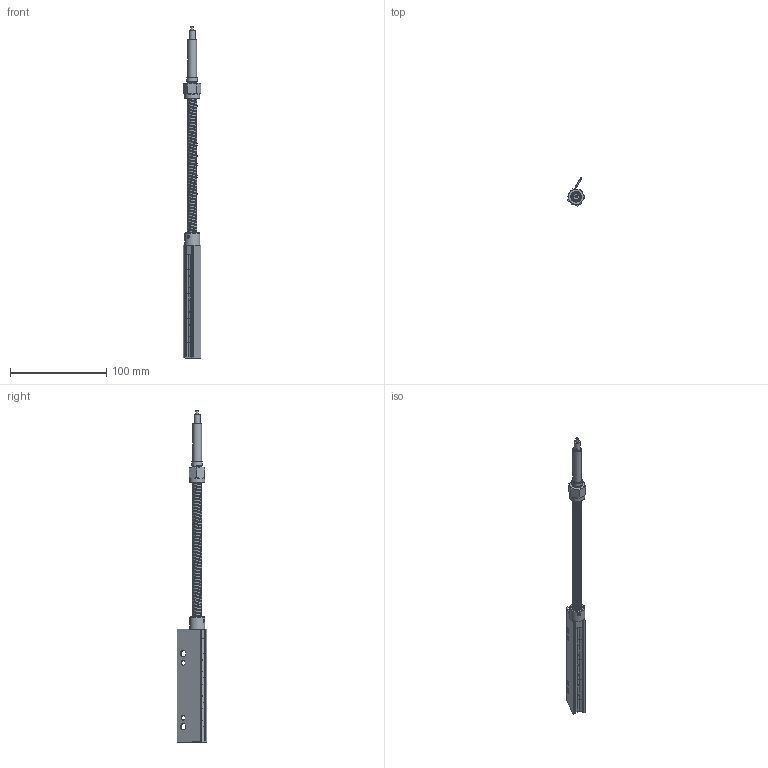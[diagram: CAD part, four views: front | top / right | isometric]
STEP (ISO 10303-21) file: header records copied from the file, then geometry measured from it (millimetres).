
FILE_DESCRIPTION(/* description */ (''),/* implementation_level */ '2;1');
FILE_NAME(/* name */ '8003-DIM.stp',/* time_stamp */ '2017-03-22T10:34:40-04:00',/* author */ ('ryan longshore'),/* organization */ (''),/* preprocessor_version */ 'ST-DEVELOPER v16.5',/* originating_system */ 'Autodesk Inventor 2017',/* authorisation */ '');
FILE_SCHEMA (('AUTOMOTIVE_DESIGN { 1 0 10303 214 3 1 1 }'));
Length unit declared in the file: inch
Products named in the file (17): 8003-DIM; 901825; 901574; 901437; 901592; 901565; 901515; 901587; 901724-DIM; 901576-DIM; 901576 without spring-DIM; 901577; 901806-DIM; 901625; Unbrako - No.  6 x 0.19; 901770; Unbrako - No.  8 x 0.19
Assembly tree (18 placements, depth 3):
  8003-DIM
    901825
    901574
    901437
    901592
    901565
    901515
    901587
    901724-DIM
    901576-DIM  x3
      901576 without spring-DIM
      901577
    901806-DIM
    901625
      Unbrako - No.  6 x 0.19
    901770
      Unbrako - No.  8 x 0.19
Bounding box: 18.12 x 30.58 x 345.53 mm (x, y, z)
Volume: 26978.6 mm3; surface area: 42778.3 mm2
Topology: 17 solids, 17 shells, 272 faces, 618 edges, 395 vertices
Faces by surface type: plane 131, cylinder 86, cone 45, bspline 6, torus 4
Full cylindrical faces by diameter (mm): 0.508 x1, 0.635 x6, 1.984 x2, 2.54 x1, 2.667 x3, 2.845 x1, 3.454 x1, 3.485 x1, 3.505 x1, 3.937 x3, 4.166 x1, 4.978 x1, 5.055 x1, 5.159 x2, 5.715 x7, 6.35 x1, 6.604 x1, 6.731 x1, 6.747 x2, 8.128 x2, 9.144 x1, 9.423 x1, 9.525 x3, 10.414 x2, 11.112 x1, 13.462 x1, 13.716 x1, 15.875 x2
Entity records: 22136 total; most frequent: CARTESIAN_POINT 17105, DIRECTION 997, ORIENTED_EDGE 810, EDGE_CURVE 405, AXIS2_PLACEMENT_3D 401, EDGE_LOOP 333, VERTEX_POINT 300, FACE_OUTER_BOUND 220
